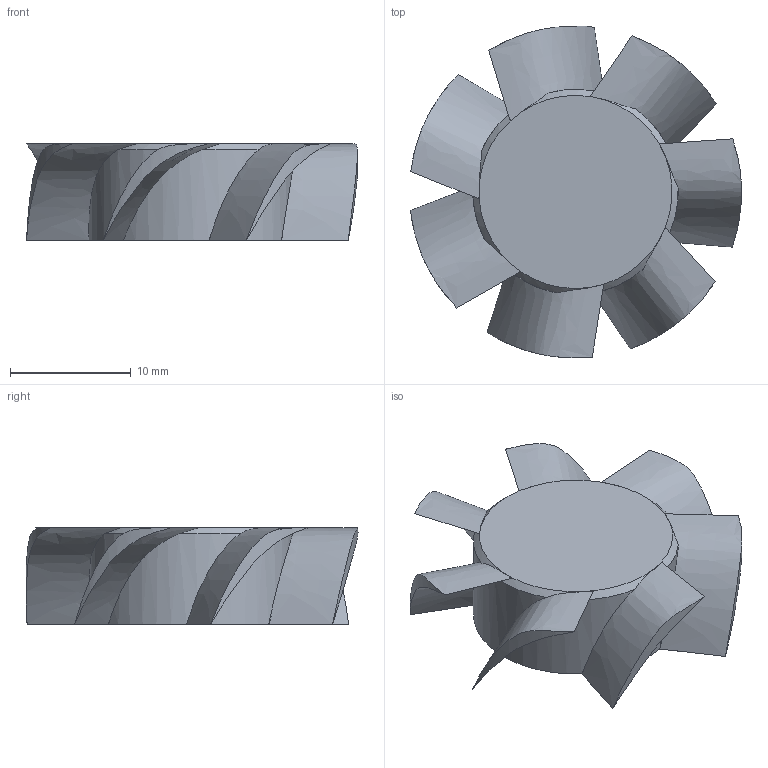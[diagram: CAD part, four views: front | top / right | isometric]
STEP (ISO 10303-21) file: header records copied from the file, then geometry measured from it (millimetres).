
FILE_DESCRIPTION(/* description */ (''),/* implementation_level */ '2;1');
FILE_NAME(/* name */ '3010-2.stp',/* time_stamp */ '2020-11-19T20:17:28+03:00',/* author */ ('Max'),/* organization */ (''),/* preprocessor_version */ 'ST-DEVELOPER v16.5',/* originating_system */ 'Autodesk Inventor 2017',/* authorisation */ '');
FILE_SCHEMA (('AUTOMOTIVE_DESIGN { 1 0 10303 214 3 1 1 }'));
Length unit declared in the file: millimetre
Products named in the file (1): лопасти
Bounding box: 27.42 x 27.5 x 8 mm (x, y, z)
Volume: 1367.8 mm3; surface area: 2172.9 mm2
Topology: 1 solids, 1 shells, 56 faces, 130 edges, 79 vertices
Faces by surface type: bspline 21, cylinder 17, plane 11, cone 7
Full cylindrical faces by diameter (mm): 2 x1, 4 x1, 13 x1
Entity records: 2733 total; most frequent: CARTESIAN_POINT 1662, ORIENTED_EDGE 248, DIRECTION 152, EDGE_CURVE 124, B_SPLINE_CURVE_WITH_KNOTS 77, VERTEX_POINT 76, AXIS2_PLACEMENT_3D 69, EDGE_LOOP 62
